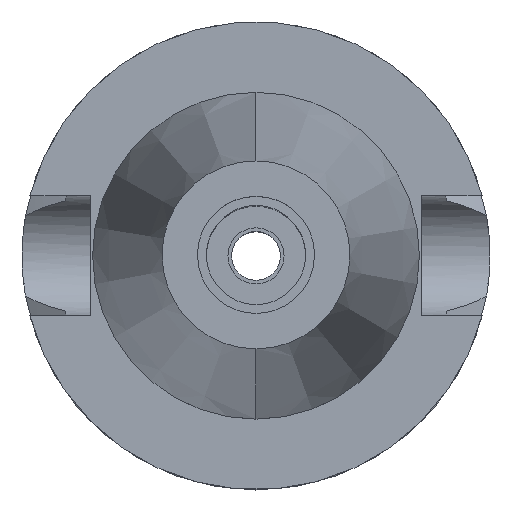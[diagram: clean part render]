
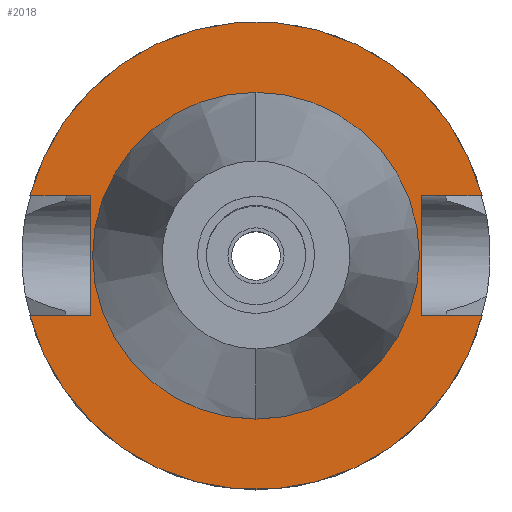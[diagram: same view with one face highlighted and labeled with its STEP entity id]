
A CAD part, top view. The second image highlights one B-rep face of the part: STEP entity #2018.
In plain terms, the highlighted planar face has unit normal (0, 0, 1).
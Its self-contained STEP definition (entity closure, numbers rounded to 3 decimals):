
#102 = EDGE_CURVE ( 'NONE', #2245, #3397, #2788, .T. ) ;
#103 = LINE ( 'NONE', #422, #2417 ) ;
#110 = EDGE_CURVE ( 'NONE', #3397, #3560, #2968, .T. ) ;
#135 = ORIENTED_EDGE ( 'NONE', *, *, #110, .F. ) ;
#226 = CIRCLE ( 'NONE', #3072, 34.925 ) ;
#249 = CARTESIAN_POINT ( 'NONE',  ( -35.4, -12.85, -3. ) ) ;
#254 = DIRECTION ( 'NONE',  ( 0., 0., 1. ) ) ;
#366 = LINE ( 'NONE', #3529, #743 ) ;
#422 = CARTESIAN_POINT ( 'NONE',  ( 35.4, -12.85, -3. ) ) ;
#448 = ORIENTED_EDGE ( 'NONE', *, *, #2944, .F. ) ;
#472 = CARTESIAN_POINT ( 'NONE',  ( 35.4, 12.85, -3. ) ) ;
#494 = CARTESIAN_POINT ( 'NONE',  ( 35.4, -12.85, -3. ) ) ;
#553 = CARTESIAN_POINT ( 'NONE',  ( 0., 0., -3. ) ) ;
#556 = CARTESIAN_POINT ( 'NONE',  ( -35.4, -12.85, -3. ) ) ;
#577 = ORIENTED_EDGE ( 'NONE', *, *, #1508, .F. ) ;
#655 = CARTESIAN_POINT ( 'NONE',  ( -48.321, -12.85, -3. ) ) ;
#690 = DIRECTION ( 'NONE',  ( -1., 0., 0. ) ) ;
#702 = CARTESIAN_POINT ( 'NONE',  ( 0., 0., -3. ) ) ;
#710 = CARTESIAN_POINT ( 'NONE',  ( 0., 0., -3. ) ) ;
#743 = VECTOR ( 'NONE', #970, 1000. ) ;
#766 = CARTESIAN_POINT ( 'NONE',  ( 35.4, 12.85, -3. ) ) ;
#961 = FACE_BOUND ( 'NONE', #2802, .T. ) ;
#968 = DIRECTION ( 'NONE',  ( 0., 0., -1. ) ) ;
#970 = DIRECTION ( 'NONE',  ( 0., -1., 0. ) ) ;
#975 = PLANE ( 'NONE',  #2165 ) ;
#1040 = DIRECTION ( 'NONE',  ( 1., 0., 0. ) ) ;
#1120 = EDGE_CURVE ( 'NONE', #1741, #3683, #366, .T. ) ;
#1127 = DIRECTION ( 'NONE',  ( 0., 1., 0. ) ) ;
#1171 = DIRECTION ( 'NONE',  ( -1., 0., 0. ) ) ;
#1265 = DIRECTION ( 'NONE',  ( 0., 0., -1. ) ) ;
#1358 = EDGE_CURVE ( 'NONE', #2245, #2416, #3105, .T. ) ;
#1457 = CARTESIAN_POINT ( 'NONE',  ( 48.321, -12.85, -3. ) ) ;
#1458 = CIRCLE ( 'NONE', #1692, 34.925 ) ;
#1489 = VERTEX_POINT ( 'NONE', #2098 ) ;
#1508 = EDGE_CURVE ( 'NONE', #2650, #2416, #1922, .T. ) ;
#1514 = FACE_OUTER_BOUND ( 'NONE', #3190, .T. ) ;
#1634 = AXIS2_PLACEMENT_3D ( 'NONE', #553, #2534, #2810 ) ;
#1681 = EDGE_CURVE ( 'NONE', #1741, #2011, #2452, .T. ) ;
#1692 = AXIS2_PLACEMENT_3D ( 'NONE', #3535, #254, #1930 ) ;
#1741 = VERTEX_POINT ( 'NONE', #472 ) ;
#1775 = VERTEX_POINT ( 'NONE', #2197 ) ;
#1822 = DIRECTION ( 'NONE',  ( 1., 0., 0. ) ) ;
#1833 = ORIENTED_EDGE ( 'NONE', *, *, #3247, .F. ) ;
#1922 = CIRCLE ( 'NONE', #3415, 50. ) ;
#1930 = DIRECTION ( 'NONE',  ( 0., 1., 0. ) ) ;
#2006 = ORIENTED_EDGE ( 'NONE', *, *, #1120, .F. ) ;
#2011 = VERTEX_POINT ( 'NONE', #2732 ) ;
#2018 = ADVANCED_FACE ( 'NONE', ( #1514, #961 ), #975, .F. ) ;
#2098 = CARTESIAN_POINT ( 'NONE',  ( 0., 34.925, -3. ) ) ;
#2165 = AXIS2_PLACEMENT_3D ( 'NONE', #702, #1265, #2404 ) ;
#2186 = CARTESIAN_POINT ( 'NONE',  ( -35.4, 12.85, -3. ) ) ;
#2197 = CARTESIAN_POINT ( 'NONE',  ( 0., -34.925, -3. ) ) ;
#2245 = VERTEX_POINT ( 'NONE', #556 ) ;
#2404 = DIRECTION ( 'NONE',  ( 0., -1., 0. ) ) ;
#2416 = VERTEX_POINT ( 'NONE', #655 ) ;
#2417 = VECTOR ( 'NONE', #1822, 1000. ) ;
#2423 = VECTOR ( 'NONE', #1127, 1000. ) ;
#2452 = LINE ( 'NONE', #766, #3661 ) ;
#2534 = DIRECTION ( 'NONE',  ( 0., 0., -1. ) ) ;
#2548 = CARTESIAN_POINT ( 'NONE',  ( -35.4, -12.85, -3. ) ) ;
#2562 = CARTESIAN_POINT ( 'NONE',  ( -48.321, 12.85, -3. ) ) ;
#2650 = VERTEX_POINT ( 'NONE', #1457 ) ;
#2732 = CARTESIAN_POINT ( 'NONE',  ( 48.321, 12.85, -3. ) ) ;
#2788 = LINE ( 'NONE', #249, #2423 ) ;
#2802 = EDGE_LOOP ( 'NONE', ( #448, #2949 ) ) ;
#2810 = DIRECTION ( 'NONE',  ( 0., 1., 0. ) ) ;
#2848 = DIRECTION ( 'NONE',  ( 0., -1., 0. ) ) ;
#2882 = ORIENTED_EDGE ( 'NONE', *, *, #102, .F. ) ;
#2939 = DIRECTION ( 'NONE',  ( 0., -1., 0. ) ) ;
#2944 = EDGE_CURVE ( 'NONE', #1489, #1775, #1458, .T. ) ;
#2949 = ORIENTED_EDGE ( 'NONE', *, *, #3073, .F. ) ;
#2964 = VECTOR ( 'NONE', #690, 1000. ) ;
#2968 = LINE ( 'NONE', #3245, #2964 ) ;
#3072 = AXIS2_PLACEMENT_3D ( 'NONE', #3390, #3127, #2848 ) ;
#3073 = EDGE_CURVE ( 'NONE', #1775, #1489, #226, .T. ) ;
#3083 = ORIENTED_EDGE ( 'NONE', *, *, #1358, .T. ) ;
#3105 = LINE ( 'NONE', #2548, #3658 ) ;
#3118 = EDGE_CURVE ( 'NONE', #3560, #2011, #3432, .T. ) ;
#3127 = DIRECTION ( 'NONE',  ( 0., 0., 1. ) ) ;
#3190 = EDGE_LOOP ( 'NONE', ( #3083, #577, #1833, #2006, #3331, #3673, #135, #2882 ) ) ;
#3245 = CARTESIAN_POINT ( 'NONE',  ( -35.4, 12.85, -3. ) ) ;
#3247 = EDGE_CURVE ( 'NONE', #3683, #2650, #103, .T. ) ;
#3331 = ORIENTED_EDGE ( 'NONE', *, *, #1681, .T. ) ;
#3390 = CARTESIAN_POINT ( 'NONE',  ( 0., 0., -3. ) ) ;
#3397 = VERTEX_POINT ( 'NONE', #2186 ) ;
#3415 = AXIS2_PLACEMENT_3D ( 'NONE', #710, #968, #2939 ) ;
#3432 = CIRCLE ( 'NONE', #1634, 50. ) ;
#3529 = CARTESIAN_POINT ( 'NONE',  ( 35.4, 12.85, -3. ) ) ;
#3535 = CARTESIAN_POINT ( 'NONE',  ( 0., 0., -3. ) ) ;
#3560 = VERTEX_POINT ( 'NONE', #2562 ) ;
#3658 = VECTOR ( 'NONE', #1171, 1000. ) ;
#3661 = VECTOR ( 'NONE', #1040, 1000. ) ;
#3673 = ORIENTED_EDGE ( 'NONE', *, *, #3118, .F. ) ;
#3683 = VERTEX_POINT ( 'NONE', #494 ) ;
